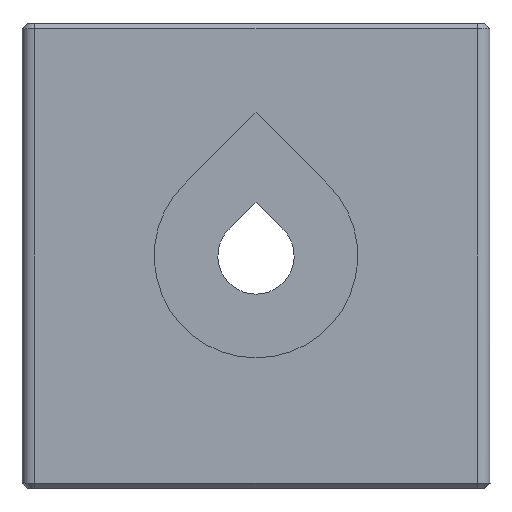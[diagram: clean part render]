
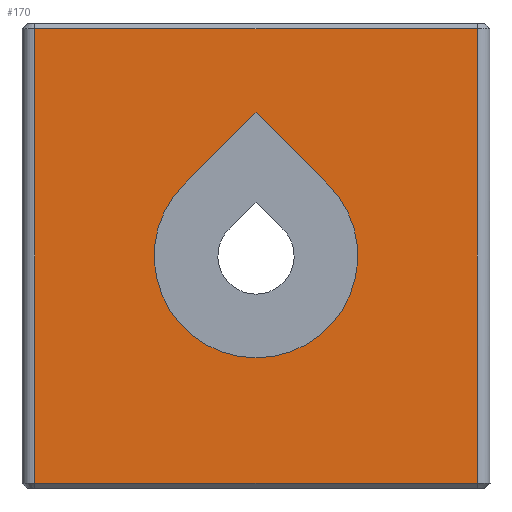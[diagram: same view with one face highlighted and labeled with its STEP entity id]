
A CAD part, front view. The second image highlights one B-rep face of the part: STEP entity #170.
In plain terms, the highlighted planar face has unit normal (0, -1, 0).
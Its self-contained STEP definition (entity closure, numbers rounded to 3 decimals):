
#43 = ORIENTED_EDGE ( 'NONE', *, *, #1047, .T. ) ;
#52 = CARTESIAN_POINT ( 'NONE',  ( 20.695, -14., 21.25 ) ) ;
#69 = CARTESIAN_POINT ( 'NONE',  ( 0., -14., 0. ) ) ;
#77 = DIRECTION ( 'NONE',  ( 0., 0., -1. ) ) ;
#84 = VERTEX_POINT ( 'NONE', #314 ) ;
#141 = PLANE ( 'NONE',  #598 ) ;
#170 = ADVANCED_FACE ( 'NONE', ( #581, #1123 ), #141, .F. ) ;
#244 = VERTEX_POINT ( 'NONE', #338 ) ;
#261 = DIRECTION ( 'NONE',  ( -0.707, 0., -0.707 ) ) ;
#271 = CARTESIAN_POINT ( 'NONE',  ( 6.735, -14., 6.735 ) ) ;
#285 = AXIS2_PLACEMENT_3D ( 'NONE', #69, #1183, #77 ) ;
#287 = ORIENTED_EDGE ( 'NONE', *, *, #1071, .F. ) ;
#292 = CARTESIAN_POINT ( 'NONE',  ( -20.695, -14., 21.75 ) ) ;
#296 = CARTESIAN_POINT ( 'NONE',  ( 0., -14., 13.47 ) ) ;
#306 = DIRECTION ( 'NONE',  ( -0.707, 0., 0.707 ) ) ;
#314 = CARTESIAN_POINT ( 'NONE',  ( 0., -14., -9.525 ) ) ;
#338 = CARTESIAN_POINT ( 'NONE',  ( -6.735, -14., 6.735 ) ) ;
#344 = CARTESIAN_POINT ( 'NONE',  ( 20.695, -14., 21.75 ) ) ;
#353 = DIRECTION ( 'NONE',  ( 0., 0., 1. ) ) ;
#375 = ORIENTED_EDGE ( 'NONE', *, *, #402, .T. ) ;
#394 = ORIENTED_EDGE ( 'NONE', *, *, #1073, .F. ) ;
#402 = EDGE_CURVE ( 'NONE', #745, #676, #729, .T. ) ;
#405 = CARTESIAN_POINT ( 'NONE',  ( 20.695, -14., 21.75 ) ) ;
#415 = DIRECTION ( 'NONE',  ( 1., 0., 0. ) ) ;
#425 = VERTEX_POINT ( 'NONE', #1374 ) ;
#435 = VECTOR ( 'NONE', #415, 1000. ) ;
#465 = DIRECTION ( 'NONE',  ( 0., 0., -1. ) ) ;
#526 = CIRCLE ( 'NONE', #1040, 9.525 ) ;
#529 = VECTOR ( 'NONE', #1304, 1000. ) ;
#544 = VECTOR ( 'NONE', #261, 1000. ) ;
#562 = ORIENTED_EDGE ( 'NONE', *, *, #1347, .F. ) ;
#581 = FACE_BOUND ( 'NONE', #890, .T. ) ;
#586 = LINE ( 'NONE', #1362, #544 ) ;
#598 = AXIS2_PLACEMENT_3D ( 'NONE', #344, #1025, #353 ) ;
#603 = CARTESIAN_POINT ( 'NONE',  ( 0., -14., 13.47 ) ) ;
#606 = ORIENTED_EDGE ( 'NONE', *, *, #888, .T. ) ;
#631 = LINE ( 'NONE', #405, #1185 ) ;
#646 = CIRCLE ( 'NONE', #285, 9.525 ) ;
#676 = VERTEX_POINT ( 'NONE', #706 ) ;
#689 = CARTESIAN_POINT ( 'NONE',  ( -20.695, -14., -21.25 ) ) ;
#694 = LINE ( 'NONE', #52, #834 ) ;
#697 = VERTEX_POINT ( 'NONE', #296 ) ;
#700 = DIRECTION ( 'NONE',  ( 0., -1., 0. ) ) ;
#706 = CARTESIAN_POINT ( 'NONE',  ( 20.695, -14., -21.25 ) ) ;
#709 = EDGE_LOOP ( 'NONE', ( #43, #375, #1081, #606 ) ) ;
#729 = LINE ( 'NONE', #1268, #435 ) ;
#745 = VERTEX_POINT ( 'NONE', #689 ) ;
#815 = VERTEX_POINT ( 'NONE', #1151 ) ;
#834 = VECTOR ( 'NONE', #905, 1000. ) ;
#842 = DIRECTION ( 'NONE',  ( 0., 0., -1. ) ) ;
#857 = LINE ( 'NONE', #292, #529 ) ;
#888 = EDGE_CURVE ( 'NONE', #425, #815, #694, .T. ) ;
#890 = EDGE_LOOP ( 'NONE', ( #394, #562, #287, #1397 ) ) ;
#905 = DIRECTION ( 'NONE',  ( -1., 0., 0. ) ) ;
#915 = VERTEX_POINT ( 'NONE', #271 ) ;
#1025 = DIRECTION ( 'NONE',  ( 0., 1., 0. ) ) ;
#1040 = AXIS2_PLACEMENT_3D ( 'NONE', #1121, #700, #465 ) ;
#1047 = EDGE_CURVE ( 'NONE', #815, #745, #857, .T. ) ;
#1071 = EDGE_CURVE ( 'NONE', #915, #697, #1392, .T. ) ;
#1073 = EDGE_CURVE ( 'NONE', #244, #84, #646, .T. ) ;
#1081 = ORIENTED_EDGE ( 'NONE', *, *, #1159, .F. ) ;
#1121 = CARTESIAN_POINT ( 'NONE',  ( 0., -14., 0. ) ) ;
#1123 = FACE_OUTER_BOUND ( 'NONE', #709, .T. ) ;
#1151 = CARTESIAN_POINT ( 'NONE',  ( -20.695, -14., 21.25 ) ) ;
#1159 = EDGE_CURVE ( 'NONE', #425, #676, #631, .T. ) ;
#1167 = VECTOR ( 'NONE', #306, 1000. ) ;
#1183 = DIRECTION ( 'NONE',  ( 0., -1., 0. ) ) ;
#1185 = VECTOR ( 'NONE', #842, 1000. ) ;
#1268 = CARTESIAN_POINT ( 'NONE',  ( 20.695, -14., -21.25 ) ) ;
#1304 = DIRECTION ( 'NONE',  ( 0., 0., -1. ) ) ;
#1347 = EDGE_CURVE ( 'NONE', #697, #244, #586, .T. ) ;
#1350 = EDGE_CURVE ( 'NONE', #84, #915, #526, .T. ) ;
#1362 = CARTESIAN_POINT ( 'NONE',  ( 0., -14., 13.47 ) ) ;
#1374 = CARTESIAN_POINT ( 'NONE',  ( 20.695, -14., 21.25 ) ) ;
#1392 = LINE ( 'NONE', #603, #1167 ) ;
#1397 = ORIENTED_EDGE ( 'NONE', *, *, #1350, .F. ) ;
